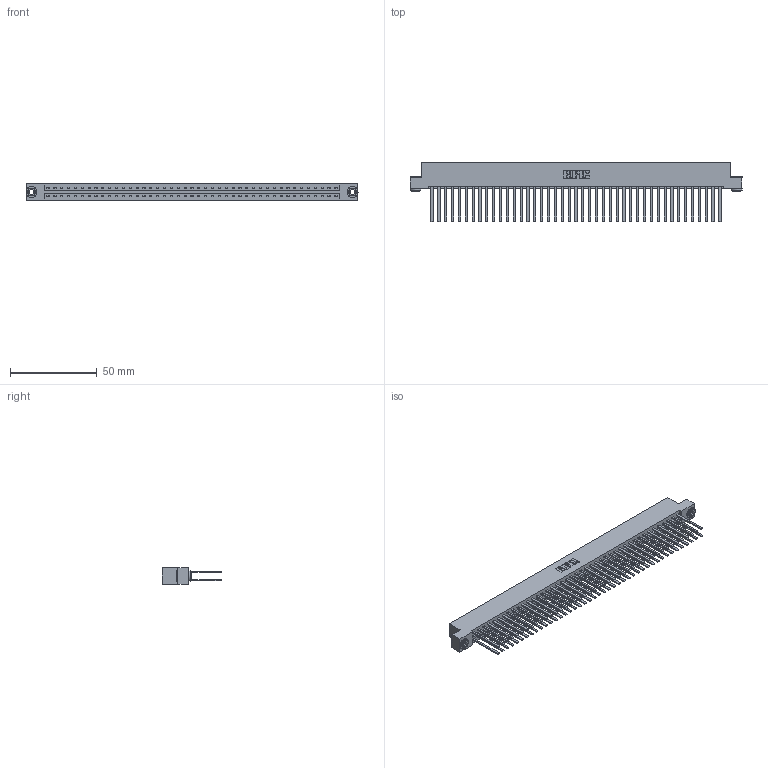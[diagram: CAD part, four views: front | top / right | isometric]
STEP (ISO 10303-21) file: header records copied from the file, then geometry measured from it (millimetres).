
FILE_DESCRIPTION (( 'STEP AP203' ), '1' );
FILE_NAME ('833-086-544-203.STEP', '2020-06-06T03:42:38', ( '' ), ( '' ), 'SwSTEP 2.0', 'SolidWorks 2020', '' );
FILE_SCHEMA (( 'CONFIG_CONTROL_DESIGN' ));
Length unit declared in the file: inch
Products named in the file (4): 345-250-002_345-250-002-102; 833-086-544-203; 833 Part_Flush - .156 Dia - TH; 345-292-001_345-293-144
Assembly tree (89 placements, depth 2):
  833-086-544-203
    833 Part_Flush - .156 Dia - TH
    345-292-001_345-293-144  x86
    345-250-002_345-250-002-102  x2
Bounding box: 191.92 x 34.3 x 9.4 mm (x, y, z)
Volume: 20828.5 mm3; surface area: 28737.7 mm2
Topology: 89 solids, 89 shells, 4108 faces, 12169 edges, 7994 vertices
Faces by surface type: plane 2832, cylinder 1268, cone 8
Entity records: 28000 total; most frequent: CARTESIAN_POINT 4613, ORIENTED_EDGE 4542, DIRECTION 3969, EDGE_CURVE 2271, VECTOR 2123, LINE 2123, VERTEX_POINT 1510, AXIS2_PLACEMENT_3D 923
